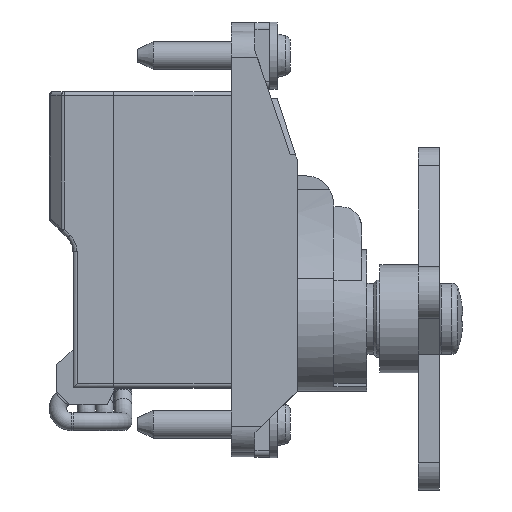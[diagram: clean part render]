
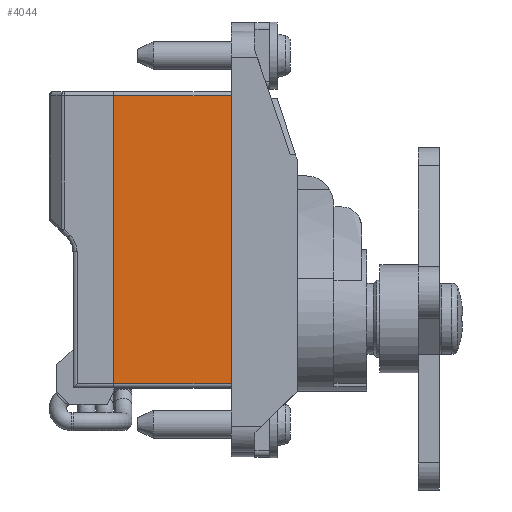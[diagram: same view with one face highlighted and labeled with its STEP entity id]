
A CAD part, top view. The second image highlights one B-rep face of the part: STEP entity #4044.
In plain terms, the highlighted face is planar.
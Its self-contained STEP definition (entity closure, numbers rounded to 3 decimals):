
#44 = AXIS2_PLACEMENT_3D ( 'NONE', #3486, #3500, #3507 ) ;
#321 = EDGE_CURVE ( 'NONE', #3450, #650, #7449, .T. ) ;
#333 = EDGE_CURVE ( 'NONE', #682, #492, #4783, .T. ) ;
#492 = VERTEX_POINT ( 'NONE', #7483 ) ;
#650 = VERTEX_POINT ( 'NONE', #3095 ) ;
#682 = VERTEX_POINT ( 'NONE', #3884 ) ;
#854 = ORIENTED_EDGE ( 'NONE', *, *, #4434, .F. ) ;
#971 = FACE_OUTER_BOUND ( 'NONE', #3722, .T. ) ;
#1403 = VECTOR ( 'NONE', #5254, 1000. ) ;
#1443 = CARTESIAN_POINT ( 'NONE',  ( -4.95, -35., -5.75 ) ) ;
#1946 = ORIENTED_EDGE ( 'NONE', *, *, #4136, .F. ) ;
#2183 = CARTESIAN_POINT ( 'NONE',  ( 16.95, -10.312, -5.75 ) ) ;
#3095 = CARTESIAN_POINT ( 'NONE',  ( 16.95, -19.212, -5.75 ) ) ;
#3450 = VERTEX_POINT ( 'NONE', #2183 ) ;
#3486 = CARTESIAN_POINT ( 'NONE',  ( -10.15, -35., -5.75 ) ) ;
#3500 = DIRECTION ( 'NONE',  ( 0., 0., -1. ) ) ;
#3507 = DIRECTION ( 'NONE',  ( -1., 0., 0. ) ) ;
#3634 = CARTESIAN_POINT ( 'NONE',  ( -10.15, -10.312, -5.75 ) ) ;
#3644 = DIRECTION ( 'NONE',  ( -1., 0., 0. ) ) ;
#3722 = EDGE_LOOP ( 'NONE', ( #1946, #4230, #854, #3859 ) ) ;
#3859 = ORIENTED_EDGE ( 'NONE', *, *, #333, .T. ) ;
#3884 = CARTESIAN_POINT ( 'NONE',  ( -4.95, -19.212, -5.75 ) ) ;
#3968 = VECTOR ( 'NONE', #3644, 1000. ) ;
#4023 = CARTESIAN_POINT ( 'NONE',  ( 16.95, -35., -5.75 ) ) ;
#4044 = ADVANCED_FACE ( 'NONE', ( #971 ), #7012, .T. ) ;
#4094 = DIRECTION ( 'NONE',  ( 1., 0., 0. ) ) ;
#4106 = CARTESIAN_POINT ( 'NONE',  ( -10.15, -19.212, -5.75 ) ) ;
#4136 = EDGE_CURVE ( 'NONE', #3450, #492, #5793, .T. ) ;
#4230 = ORIENTED_EDGE ( 'NONE', *, *, #321, .T. ) ;
#4434 = EDGE_CURVE ( 'NONE', #682, #650, #5017, .T. ) ;
#4783 = LINE ( 'NONE', #1443, #1403 ) ;
#5017 = LINE ( 'NONE', #4106, #7471 ) ;
#5254 = DIRECTION ( 'NONE',  ( 0., 1., 0. ) ) ;
#5793 = LINE ( 'NONE', #3634, #3968 ) ;
#5876 = DIRECTION ( 'NONE',  ( 0., -1., 0. ) ) ;
#6215 = VECTOR ( 'NONE', #5876, 1000. ) ;
#7012 = PLANE ( 'NONE',  #44 ) ;
#7449 = LINE ( 'NONE', #4023, #6215 ) ;
#7471 = VECTOR ( 'NONE', #4094, 1000. ) ;
#7483 = CARTESIAN_POINT ( 'NONE',  ( -4.95, -10.312, -5.75 ) ) ;
